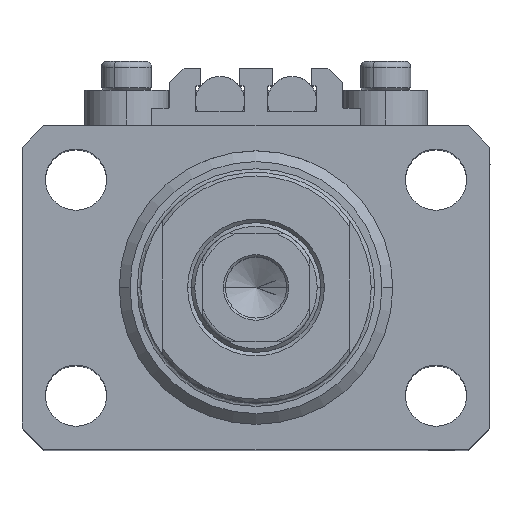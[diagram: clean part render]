
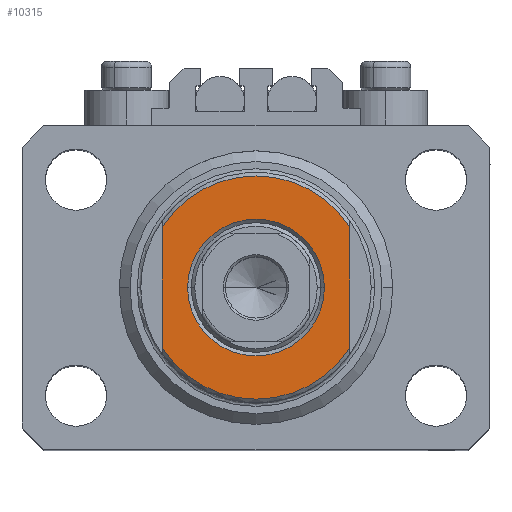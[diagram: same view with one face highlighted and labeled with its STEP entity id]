
A CAD part, top view. The second image highlights one B-rep face of the part: STEP entity #10315.
In plain terms, the highlighted face is planar.
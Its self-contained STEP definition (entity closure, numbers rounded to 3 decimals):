
#274 = DIRECTION ( 'NONE',  ( 0., -1., 0. ) ) ;
#1086 = CARTESIAN_POINT ( 'NONE',  ( 13., -8.441, -6.5 ) ) ;
#2282 = EDGE_CURVE ( 'NONE', #17093, #46445, #16584, .T. ) ;
#3533 = CIRCLE ( 'NONE', #17565, 15.5 ) ;
#5118 = ORIENTED_EDGE ( 'NONE', *, *, #13698, .T. ) ;
#5816 = DIRECTION ( 'NONE',  ( 0., -1., 0. ) ) ;
#5980 = VERTEX_POINT ( 'NONE', #6003 ) ;
#6003 = CARTESIAN_POINT ( 'NONE',  ( 9.5, 0., -6.5 ) ) ;
#6163 = VERTEX_POINT ( 'NONE', #1086 ) ;
#7625 = FACE_OUTER_BOUND ( 'NONE', #19210, .T. ) ;
#7737 = DIRECTION ( 'NONE',  ( 0., 0., -1. ) ) ;
#8510 = EDGE_CURVE ( 'NONE', #6163, #46445, #3533, .T. ) ;
#8646 = CIRCLE ( 'NONE', #19570, 9.5 ) ;
#10315 = ADVANCED_FACE ( 'NONE', ( #41076, #7625 ), #37418, .T. ) ;
#10914 = CARTESIAN_POINT ( 'NONE',  ( -13., -8.441, -6.5 ) ) ;
#11408 = DIRECTION ( 'NONE',  ( -1., 0., 0. ) ) ;
#13322 = EDGE_LOOP ( 'NONE', ( #16260, #41427 ) ) ;
#13698 = EDGE_CURVE ( 'NONE', #17093, #23553, #41376, .T. ) ;
#14340 = AXIS2_PLACEMENT_3D ( 'NONE', #14936, #22270, #44715 ) ;
#14936 = CARTESIAN_POINT ( 'NONE',  ( 0., 0., -6.5 ) ) ;
#16260 = ORIENTED_EDGE ( 'NONE', *, *, #17892, .T. ) ;
#16584 = LINE ( 'NONE', #31720, #28710 ) ;
#16747 = ORIENTED_EDGE ( 'NONE', *, *, #2282, .F. ) ;
#17093 = VERTEX_POINT ( 'NONE', #27052 ) ;
#17388 = ORIENTED_EDGE ( 'NONE', *, *, #34239, .T. ) ;
#17565 = AXIS2_PLACEMENT_3D ( 'NONE', #19227, #7737, #11408 ) ;
#17892 = EDGE_CURVE ( 'NONE', #36797, #5980, #8646, .T. ) ;
#19210 = EDGE_LOOP ( 'NONE', ( #5118, #17388, #43107, #16747 ) ) ;
#19227 = CARTESIAN_POINT ( 'NONE',  ( 0., 0., -6.5 ) ) ;
#19570 = AXIS2_PLACEMENT_3D ( 'NONE', #34680, #31021, #42221 ) ;
#22016 = LINE ( 'NONE', #37381, #46462 ) ;
#22270 = DIRECTION ( 'NONE',  ( 0., 0., 1. ) ) ;
#23553 = VERTEX_POINT ( 'NONE', #40497 ) ;
#24233 = EDGE_CURVE ( 'NONE', #5980, #36797, #36925, .T. ) ;
#25895 = CARTESIAN_POINT ( 'NONE',  ( -9.5, 0., -6.5 ) ) ;
#27052 = CARTESIAN_POINT ( 'NONE',  ( -13., 8.441, -6.5 ) ) ;
#28710 = VECTOR ( 'NONE', #5816, 1000. ) ;
#29180 = DIRECTION ( 'NONE',  ( -1., 0., 0. ) ) ;
#29899 = DIRECTION ( 'NONE',  ( 0., 0., -1. ) ) ;
#31021 = DIRECTION ( 'NONE',  ( 0., 0., 1. ) ) ;
#31720 = CARTESIAN_POINT ( 'NONE',  ( -13., -43.081, -6.5 ) ) ;
#33765 = CARTESIAN_POINT ( 'NONE',  ( 0., 0., -6.5 ) ) ;
#34239 = EDGE_CURVE ( 'NONE', #23553, #6163, #22016, .T. ) ;
#34680 = CARTESIAN_POINT ( 'NONE',  ( 0., 0., -6.5 ) ) ;
#36683 = AXIS2_PLACEMENT_3D ( 'NONE', #44528, #29899, #29180 ) ;
#36797 = VERTEX_POINT ( 'NONE', #25895 ) ;
#36925 = CIRCLE ( 'NONE', #14340, 9.5 ) ;
#37381 = CARTESIAN_POINT ( 'NONE',  ( 13., -43.081, -6.5 ) ) ;
#37418 = PLANE ( 'NONE',  #41551 ) ;
#38381 = DIRECTION ( 'NONE',  ( -1., 0., 0. ) ) ;
#40497 = CARTESIAN_POINT ( 'NONE',  ( 13., 8.441, -6.5 ) ) ;
#41076 = FACE_BOUND ( 'NONE', #13322, .T. ) ;
#41376 = CIRCLE ( 'NONE', #36683, 15.5 ) ;
#41427 = ORIENTED_EDGE ( 'NONE', *, *, #24233, .T. ) ;
#41551 = AXIS2_PLACEMENT_3D ( 'NONE', #33765, #45211, #38381 ) ;
#42221 = DIRECTION ( 'NONE',  ( -1., 0., 0. ) ) ;
#43107 = ORIENTED_EDGE ( 'NONE', *, *, #8510, .T. ) ;
#44528 = CARTESIAN_POINT ( 'NONE',  ( 0., 0., -6.5 ) ) ;
#44715 = DIRECTION ( 'NONE',  ( -1., 0., 0. ) ) ;
#45211 = DIRECTION ( 'NONE',  ( 0., 0., -1. ) ) ;
#46445 = VERTEX_POINT ( 'NONE', #10914 ) ;
#46462 = VECTOR ( 'NONE', #274, 1000. ) ;
